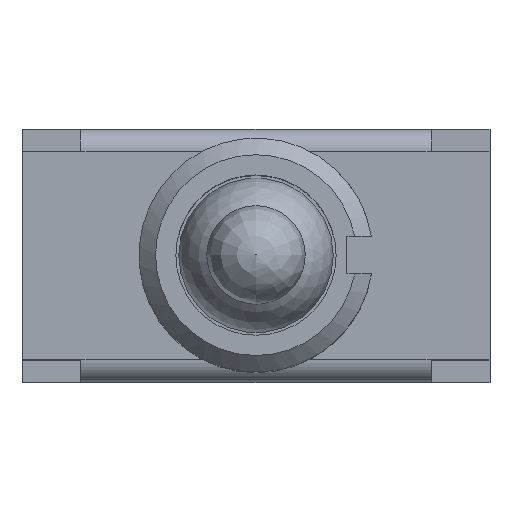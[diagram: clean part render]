
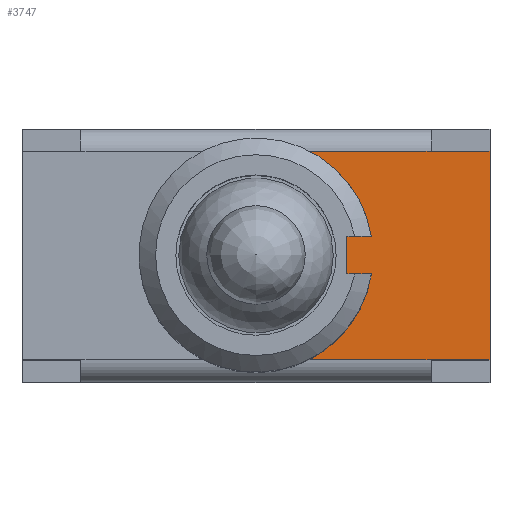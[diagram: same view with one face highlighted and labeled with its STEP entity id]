
A CAD part, top view. The second image highlights one B-rep face of the part: STEP entity #3747.
In plain terms, the highlighted planar face has unit normal (0, 0, 1).
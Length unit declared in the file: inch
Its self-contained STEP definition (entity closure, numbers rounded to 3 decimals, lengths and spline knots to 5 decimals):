
#177=PLANE('',#4094);
#451=LINE('',#5947,#865);
#455=LINE('',#5957,#869);
#457=LINE('',#5960,#871);
#463=LINE('',#5977,#877);
#464=LINE('',#5979,#878);
#465=LINE('',#5981,#879);
#466=LINE('',#5983,#880);
#467=LINE('',#5984,#881);
#865=VECTOR('',#4792,0.3937);
#869=VECTOR('',#4802,0.3937);
#871=VECTOR('',#4806,0.3937);
#877=VECTOR('',#4824,0.3937);
#878=VECTOR('',#4825,0.3937);
#879=VECTOR('',#4826,0.3937);
#880=VECTOR('',#4827,0.3937);
#881=VECTOR('',#4828,0.3937);
#1219=FACE_OUTER_BOUND('',#1457,.T.);
#1457=EDGE_LOOP('',(#3058,#3059,#3060,#3061,#3062,#3063,#3064,#3065,#3066,
#3067));
#1658=CIRCLE('',#4090,0.125);
#1660=CIRCLE('',#4092,0.125);
#1846=VERTEX_POINT('',#5914);
#1848=VERTEX_POINT('',#5919);
#1856=VERTEX_POINT('',#5944);
#1857=VERTEX_POINT('',#5946);
#1859=VERTEX_POINT('',#5954);
#1860=VERTEX_POINT('',#5956);
#1865=VERTEX_POINT('',#5976);
#1866=VERTEX_POINT('',#5978);
#1867=VERTEX_POINT('',#5980);
#1868=VERTEX_POINT('',#5982);
#2272=EDGE_CURVE('',#1857,#1856,#451,.T.);
#2277=EDGE_CURVE('',#1860,#1859,#455,.T.);
#2279=EDGE_CURVE('',#1859,#1857,#457,.T.);
#2280=EDGE_CURVE('',#1848,#1860,#1658,.T.);
#2282=EDGE_CURVE('',#1856,#1846,#1660,.T.);
#2288=EDGE_CURVE('',#1846,#1865,#463,.T.);
#2289=EDGE_CURVE('',#1865,#1866,#464,.T.);
#2290=EDGE_CURVE('',#1866,#1867,#465,.T.);
#2291=EDGE_CURVE('',#1868,#1867,#466,.T.);
#2292=EDGE_CURVE('',#1848,#1868,#467,.T.);
#3058=ORIENTED_EDGE('',*,*,#2280,.T.);
#3059=ORIENTED_EDGE('',*,*,#2277,.T.);
#3060=ORIENTED_EDGE('',*,*,#2279,.T.);
#3061=ORIENTED_EDGE('',*,*,#2272,.T.);
#3062=ORIENTED_EDGE('',*,*,#2282,.T.);
#3063=ORIENTED_EDGE('',*,*,#2288,.T.);
#3064=ORIENTED_EDGE('',*,*,#2289,.T.);
#3065=ORIENTED_EDGE('',*,*,#2290,.T.);
#3066=ORIENTED_EDGE('',*,*,#2291,.F.);
#3067=ORIENTED_EDGE('',*,*,#2292,.F.);
#3747=ADVANCED_FACE('',(#1219),#177,.T.);
#4090=AXIS2_PLACEMENT_3D('',#5962,#4809,#4810);
#4092=AXIS2_PLACEMENT_3D('',#5964,#4813,#4814);
#4094=AXIS2_PLACEMENT_3D('',#5975,#4822,#4823);
#4792=DIRECTION('',(1.,0.,0.));
#4802=DIRECTION('',(-1.,0.,0.));
#4806=DIRECTION('',(0.,-1.,0.));
#4809=DIRECTION('center_axis',(0.,0.,
-1.));
#4810=DIRECTION('ref_axis',(0.987,0.161,0.));
#4813=DIRECTION('center_axis',(0.,0.,
-1.));
#4814=DIRECTION('ref_axis',(0.987,0.161,0.));
#4822=DIRECTION('center_axis',(0.,0.,
1.));
#4823=DIRECTION('ref_axis',(0.,-1.,0.));
#4824=DIRECTION('',(1.,0.,0.));
#4825=DIRECTION('',(1.,0.,0.));
#4826=DIRECTION('',(0.,1.,0.));
#4827=DIRECTION('',(1.,0.,0.));
#4828=DIRECTION('',(1.,0.,0.));
#5914=CARTESIAN_POINT('',(0.05667,-0.11142,0.35));
#5919=CARTESIAN_POINT('',(0.05667,0.11142,0.35));
#5944=CARTESIAN_POINT('',(0.12338,-0.02008,0.35));
#5946=CARTESIAN_POINT('',(0.09705,-0.02008,0.35));
#5947=CARTESIAN_POINT('',(0.04852,-0.02008,0.35));
#5954=CARTESIAN_POINT('',(0.09705,0.02008,0.35));
#5956=CARTESIAN_POINT('',(0.12338,0.02008,0.35));
#5957=CARTESIAN_POINT('',(0.06169,0.02008,0.35));
#5960=CARTESIAN_POINT('',(0.09705,0.06575,0.35));
#5962=CARTESIAN_POINT('Origin',(0.,0.,
0.35));
#5964=CARTESIAN_POINT('Origin',(0.,0.,
0.35));
#5975=CARTESIAN_POINT('Origin',(0.,0.11142,
0.35));
#5976=CARTESIAN_POINT('',(0.18701,-0.11142,0.35));
#5977=CARTESIAN_POINT('',(0.,-0.11142,0.35));
#5978=CARTESIAN_POINT('',(0.25,-0.11142,0.35));
#5979=CARTESIAN_POINT('',(0.18701,-0.11142,0.35));
#5980=CARTESIAN_POINT('',(0.25,0.11142,0.35));
#5981=CARTESIAN_POINT('',(0.25,0.11142,0.35));
#5982=CARTESIAN_POINT('',(0.18701,0.11142,0.35));
#5983=CARTESIAN_POINT('',(0.18701,0.11142,0.35));
#5984=CARTESIAN_POINT('',(0.,0.11142,0.35));
